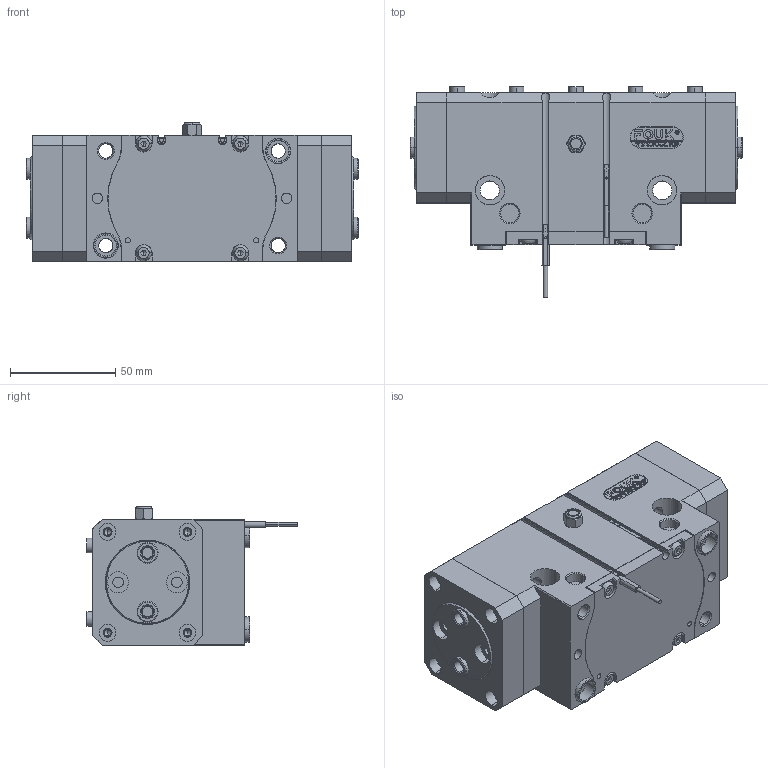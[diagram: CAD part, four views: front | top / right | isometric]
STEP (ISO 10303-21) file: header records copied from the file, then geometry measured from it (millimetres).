
FILE_DESCRIPTION (( 'STEP AP203' ), '1' );
FILE_NAME ('TRF57.STEP', '2026-03-06T07:54:41', ( 'USER-' ), ( 'Microsoft' ), 'SwSTEP 2.0', 'SolidWorks 2018', '' );
FILE_SCHEMA (( 'CONFIG_CONTROL_DESIGN' ));
Length unit declared in the file: millimetre
Products named in the file (13): TRF57-08 笢猾啣; 内六角薄圆柱头螺钉[GBT70_1-2008][M4×10]_M4×10; TRF57-05 忒硌薊輸; ﾏ擎ﾗ10｡ﾁ6｡ﾁ6; 棠羲換覜ん; 25x10-R5; TRF57; TRF57-06 耜猾极; ﾏ擎ﾗ12｡ﾁ10｡ﾁ6; BSLMM5; ISO 7380 囀鞠褒す埴芛蹟隊 EDLG[EDLG-S1-M4-L3.8]_EDLG-S1-M4-L8; TRF57-01 褲极; TRF57-09 菁裔啣 
Assembly tree (31 placements, depth 2):
  TRF57
    TRF57-01 褲极
    TRF57-05 忒硌薊輸  x2
    TRF57-06 耜猾极  x2
    TRF57-08 笢猾啣
    TRF57-09 菁裔啣 
    25x10-R5
    BSLMM5
    内六角薄圆柱头螺钉[GBT70_1-2008][M4×10]_M4×10  x10
    ﾏ擎ﾗ10｡ﾁ6｡ﾁ6  x4
    ﾏ擎ﾗ12｡ﾁ10｡ﾁ6  x2
    ISO 7380 囀鞠褒す埴芛蹟隊 EDLG[EDLG-S1-M4-L3.8]_EDLG-S1-M4-L8  x4
    棠羲換覜ん  x2
Bounding box: 158 x 100.24 x 66.1 mm (x, y, z)
Volume: 460564.5 mm3; surface area: 123698.4 mm2
Topology: 31 solids, 31 shells, 1429 faces, 3524 edges, 2230 vertices
Faces by surface type: plane 621, cylinder 396, cone 205, bspline 155, torus 42, sphere 10
Entity records: 39319 total; most frequent: CARTESIAN_POINT 12566, ORIENTED_EDGE 5318, DIRECTION 4836, EDGE_CURVE 2659, VERTEX_POINT 1729, AXIS2_PLACEMENT_3D 1623, VECTOR 1590, LINE 1590
